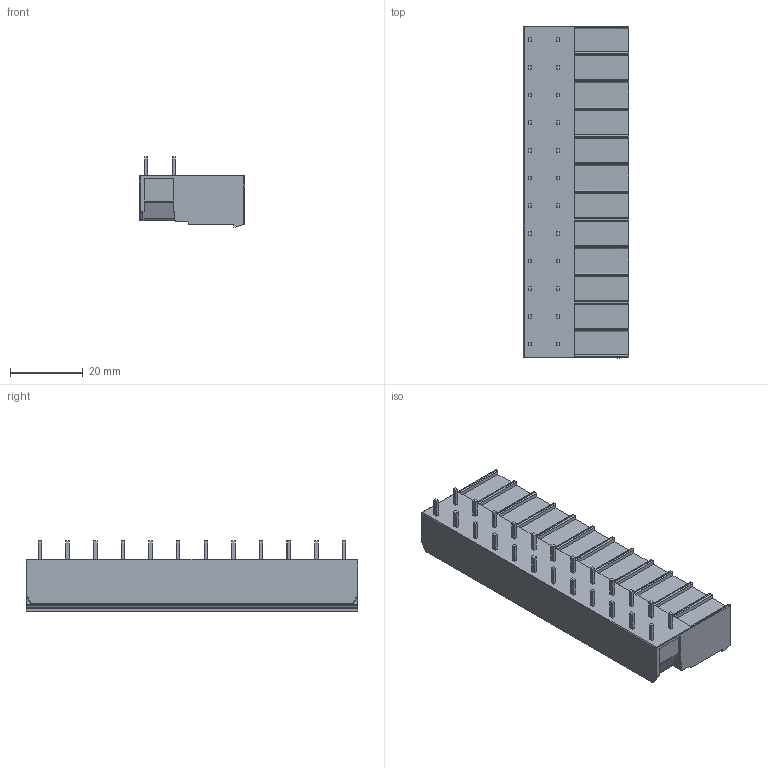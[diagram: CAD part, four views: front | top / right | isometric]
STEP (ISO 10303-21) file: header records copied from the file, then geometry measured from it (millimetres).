
FILE_DESCRIPTION((''),'2;1');
FILE_NAME('TLPHC-516R','2024-09-11T15:40:06',('sheji'),(''),'CREO PARAMETRIC BY PTC INC, 2018100','CREO PARAMETRIC BY PTC INC, 2018100','');
FILE_SCHEMA(('CONFIG_CONTROL_DESIGN'));
Length unit declared in the file: millimetre
Products named in the file (1): TLPHC-516R
Bounding box: 29 x 91.44 x 19.29 mm (x, y, z)
Volume: 20942.6 mm3; surface area: 17394.2 mm2
Topology: 1 solids, 1 shells, 904 faces, 2468 edges, 1614 vertices
Faces by surface type: plane 695, cylinder 201, sphere 6, torus 2
Entity records: 28328 total; most frequent: CARTESIAN_POINT 5110, ORIENTED_EDGE 4936, DIRECTION 4628, EDGE_CURVE 2468, VECTOR 2064, LINE 2064, VERTEX_POINT 1614, AXIS2_PLACEMENT_3D 1282
